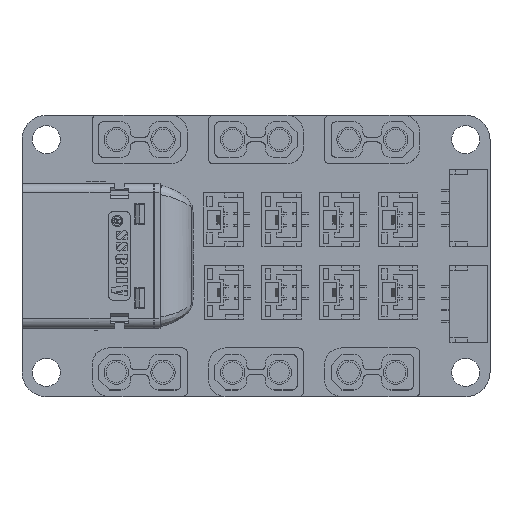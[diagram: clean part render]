
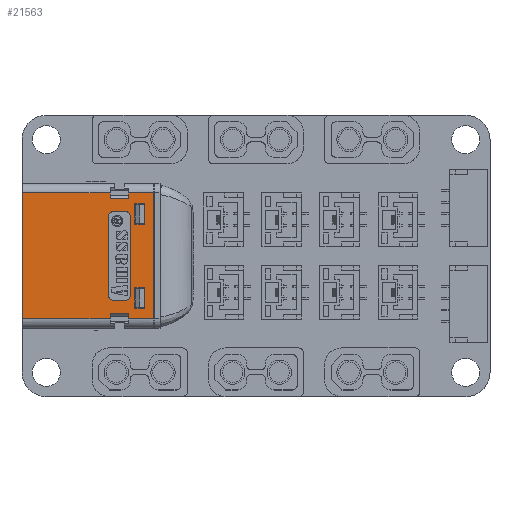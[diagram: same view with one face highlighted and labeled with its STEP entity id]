
A CAD part, top view. The second image highlights one B-rep face of the part: STEP entity #21563.
In plain terms, the highlighted face is planar.
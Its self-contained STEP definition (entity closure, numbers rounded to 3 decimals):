
#19493 = VERTEX_POINT('',#19494);
#19494 = CARTESIAN_POINT('',(5.6,4.05,34.128));
#19500 = EDGE_CURVE('',#19493,#19501,#19503,.T.);
#19501 = VERTEX_POINT('',#19502);
#19502 = CARTESIAN_POINT('',(3.4,4.05,34.128));
#19503 = LINE('',#19504,#19505);
#19504 = CARTESIAN_POINT('',(6.75,4.05,34.128));
#19505 = VECTOR('',#19506,1.);
#19506 = DIRECTION('',(-1.,0.,0.));
#19525 = VERTEX_POINT('',#19526);
#19526 = CARTESIAN_POINT('',(-3.4,4.05,34.128));
#19532 = EDGE_CURVE('',#19525,#19533,#19535,.T.);
#19533 = VERTEX_POINT('',#19534);
#19534 = CARTESIAN_POINT('',(-5.6,4.05,34.128));
#19535 = LINE('',#19536,#19537);
#19536 = CARTESIAN_POINT('',(6.75,4.05,34.128));
#19537 = VECTOR('',#19538,1.);
#19538 = DIRECTION('',(-1.,0.,0.));
#20520 = VERTEX_POINT('',#20521);
#20521 = CARTESIAN_POINT('',(-6.75,4.05,22.128));
#20528 = EDGE_CURVE('',#20520,#20529,#20531,.T.);
#20529 = VERTEX_POINT('',#20530);
#20530 = CARTESIAN_POINT('',(6.75,4.05,22.128));
#20531 = LINE('',#20532,#20533);
#20532 = CARTESIAN_POINT('',(0.,4.05,22.128));
#20533 = VECTOR('',#20534,1.);
#20534 = DIRECTION('',(1.,0.,0.));
#21537 = VERTEX_POINT('',#21538);
#21538 = CARTESIAN_POINT('',(-5.6,4.05,35.178));
#21553 = EDGE_CURVE('',#21537,#19533,#21554,.T.);
#21554 = LINE('',#21555,#21556);
#21555 = CARTESIAN_POINT('',(-5.6,4.05,35.178));
#21556 = VECTOR('',#21557,1.);
#21557 = DIRECTION('',(0.,0.,-1.));
#21563 = ADVANCED_FACE('',(#21564,#21634,#21652,#21677),#21766,.F.);
#21564 = FACE_BOUND('',#21565,.T.);
#21565 = EDGE_LOOP('',(#21566,#21576,#21585,#21593,#21602,#21610,#21619,
    #21627));
#21566 = ORIENTED_EDGE('',*,*,#21567,.F.);
#21567 = EDGE_CURVE('',#21568,#21570,#21572,.T.);
#21568 = VERTEX_POINT('',#21569);
#21569 = CARTESIAN_POINT('',(4.75,4.05,33.128));
#21570 = VERTEX_POINT('',#21571);
#21571 = CARTESIAN_POINT('',(4.75,4.05,31.828));
#21572 = LINE('',#21573,#21574);
#21573 = CARTESIAN_POINT('',(4.75,4.05,22.128));
#21574 = VECTOR('',#21575,1.);
#21575 = DIRECTION('',(0.,0.,-1.));
#21576 = ORIENTED_EDGE('',*,*,#21577,.F.);
#21577 = EDGE_CURVE('',#21578,#21568,#21580,.T.);
#21578 = VERTEX_POINT('',#21579);
#21579 = CARTESIAN_POINT('',(4.25,4.05,33.628));
#21580 = CIRCLE('',#21581,0.5);
#21581 = AXIS2_PLACEMENT_3D('',#21582,#21583,#21584);
#21582 = CARTESIAN_POINT('',(4.25,4.05,33.128));
#21583 = DIRECTION('',(0.,1.,0.));
#21584 = DIRECTION('',(0.,0.,1.));
#21585 = ORIENTED_EDGE('',*,*,#21586,.F.);
#21586 = EDGE_CURVE('',#21587,#21578,#21589,.T.);
#21587 = VERTEX_POINT('',#21588);
#21588 = CARTESIAN_POINT('',(-4.25,4.05,33.628));
#21589 = LINE('',#21590,#21591);
#21590 = CARTESIAN_POINT('',(7.75,4.05,33.628));
#21591 = VECTOR('',#21592,1.);
#21592 = DIRECTION('',(1.,0.,0.));
#21593 = ORIENTED_EDGE('',*,*,#21594,.F.);
#21594 = EDGE_CURVE('',#21595,#21587,#21597,.T.);
#21595 = VERTEX_POINT('',#21596);
#21596 = CARTESIAN_POINT('',(-4.75,4.05,33.128));
#21597 = CIRCLE('',#21598,0.5);
#21598 = AXIS2_PLACEMENT_3D('',#21599,#21600,#21601);
#21599 = CARTESIAN_POINT('',(-4.25,4.05,33.128));
#21600 = DIRECTION('',(0.,1.,0.));
#21601 = DIRECTION('',(0.,0.,1.));
#21602 = ORIENTED_EDGE('',*,*,#21603,.F.);
#21603 = EDGE_CURVE('',#21604,#21595,#21606,.T.);
#21604 = VERTEX_POINT('',#21605);
#21605 = CARTESIAN_POINT('',(-4.75,4.05,31.828));
#21606 = LINE('',#21607,#21608);
#21607 = CARTESIAN_POINT('',(-4.75,4.05,22.128));
#21608 = VECTOR('',#21609,1.);
#21609 = DIRECTION('',(0.,0.,1.));
#21610 = ORIENTED_EDGE('',*,*,#21611,.F.);
#21611 = EDGE_CURVE('',#21612,#21604,#21614,.T.);
#21612 = VERTEX_POINT('',#21613);
#21613 = CARTESIAN_POINT('',(-4.25,4.05,31.328));
#21614 = CIRCLE('',#21615,0.5);
#21615 = AXIS2_PLACEMENT_3D('',#21616,#21617,#21618);
#21616 = CARTESIAN_POINT('',(-4.25,4.05,31.828));
#21617 = DIRECTION('',(0.,1.,0.));
#21618 = DIRECTION('',(0.,0.,1.));
#21619 = ORIENTED_EDGE('',*,*,#21620,.F.);
#21620 = EDGE_CURVE('',#21621,#21612,#21623,.T.);
#21621 = VERTEX_POINT('',#21622);
#21622 = CARTESIAN_POINT('',(4.25,4.05,31.328));
#21623 = LINE('',#21624,#21625);
#21624 = CARTESIAN_POINT('',(7.75,4.05,31.328));
#21625 = VECTOR('',#21626,1.);
#21626 = DIRECTION('',(-1.,0.,0.));
#21627 = ORIENTED_EDGE('',*,*,#21628,.F.);
#21628 = EDGE_CURVE('',#21570,#21621,#21629,.T.);
#21629 = CIRCLE('',#21630,0.5);
#21630 = AXIS2_PLACEMENT_3D('',#21631,#21632,#21633);
#21631 = CARTESIAN_POINT('',(4.25,4.05,31.828));
#21632 = DIRECTION('',(0.,1.,0.));
#21633 = DIRECTION('',(0.,0.,1.));
#21634 = FACE_BOUND('',#21635,.T.);
#21635 = EDGE_LOOP('',(#21636,#21637,#21645,#21651));
#21636 = ORIENTED_EDGE('',*,*,#19532,.F.);
#21637 = ORIENTED_EDGE('',*,*,#21638,.F.);
#21638 = EDGE_CURVE('',#21639,#19525,#21641,.T.);
#21639 = VERTEX_POINT('',#21640);
#21640 = CARTESIAN_POINT('',(-3.4,4.05,35.178));
#21641 = LINE('',#21642,#21643);
#21642 = CARTESIAN_POINT('',(-3.4,4.05,22.128));
#21643 = VECTOR('',#21644,1.);
#21644 = DIRECTION('',(0.,0.,-1.));
#21645 = ORIENTED_EDGE('',*,*,#21646,.F.);
#21646 = EDGE_CURVE('',#21537,#21639,#21647,.T.);
#21647 = LINE('',#21648,#21649);
#21648 = CARTESIAN_POINT('',(7.75,4.05,35.178));
#21649 = VECTOR('',#21650,1.);
#21650 = DIRECTION('',(1.,0.,0.));
#21651 = ORIENTED_EDGE('',*,*,#21553,.T.);
#21652 = FACE_BOUND('',#21653,.T.);
#21653 = EDGE_LOOP('',(#21654,#21655,#21663,#21671));
#21654 = ORIENTED_EDGE('',*,*,#19500,.F.);
#21655 = ORIENTED_EDGE('',*,*,#21656,.F.);
#21656 = EDGE_CURVE('',#21657,#19493,#21659,.T.);
#21657 = VERTEX_POINT('',#21658);
#21658 = CARTESIAN_POINT('',(5.6,4.05,35.178));
#21659 = LINE('',#21660,#21661);
#21660 = CARTESIAN_POINT('',(5.6,4.05,22.128));
#21661 = VECTOR('',#21662,1.);
#21662 = DIRECTION('',(0.,0.,-1.));
#21663 = ORIENTED_EDGE('',*,*,#21664,.F.);
#21664 = EDGE_CURVE('',#21665,#21657,#21667,.T.);
#21665 = VERTEX_POINT('',#21666);
#21666 = CARTESIAN_POINT('',(3.4,4.05,35.178));
#21667 = LINE('',#21668,#21669);
#21668 = CARTESIAN_POINT('',(7.75,4.05,35.178));
#21669 = VECTOR('',#21670,1.);
#21670 = DIRECTION('',(1.,0.,0.));
#21671 = ORIENTED_EDGE('',*,*,#21672,.F.);
#21672 = EDGE_CURVE('',#19501,#21665,#21673,.T.);
#21673 = LINE('',#21674,#21675);
#21674 = CARTESIAN_POINT('',(3.4,4.05,22.128));
#21675 = VECTOR('',#21676,1.);
#21676 = DIRECTION('',(0.,0.,1.));
#21677 = FACE_BOUND('',#21678,.T.);
#21678 = EDGE_LOOP('',(#21679,#21689,#21695,#21696,#21704,#21712,#21720,
    #21728,#21736,#21744,#21752,#21760));
#21679 = ORIENTED_EDGE('',*,*,#21680,.F.);
#21680 = EDGE_CURVE('',#21681,#21683,#21685,.T.);
#21681 = VERTEX_POINT('',#21682);
#21682 = CARTESIAN_POINT('',(6.75,4.05,31.478));
#21683 = VERTEX_POINT('',#21684);
#21684 = CARTESIAN_POINT('',(6.15,4.05,31.478));
#21685 = LINE('',#21686,#21687);
#21686 = CARTESIAN_POINT('',(6.75,4.05,31.478));
#21687 = VECTOR('',#21688,1.);
#21688 = DIRECTION('',(-1.,0.,0.));
#21689 = ORIENTED_EDGE('',*,*,#21690,.F.);
#21690 = EDGE_CURVE('',#20529,#21681,#21691,.T.);
#21691 = LINE('',#21692,#21693);
#21692 = CARTESIAN_POINT('',(6.75,4.05,22.128));
#21693 = VECTOR('',#21694,1.);
#21694 = DIRECTION('',(0.,0.,1.));
#21695 = ORIENTED_EDGE('',*,*,#20528,.F.);
#21696 = ORIENTED_EDGE('',*,*,#21697,.F.);
#21697 = EDGE_CURVE('',#21698,#20520,#21700,.T.);
#21698 = VERTEX_POINT('',#21699);
#21699 = CARTESIAN_POINT('',(-6.75,4.05,31.478));
#21700 = LINE('',#21701,#21702);
#21701 = CARTESIAN_POINT('',(-6.75,4.05,22.128));
#21702 = VECTOR('',#21703,1.);
#21703 = DIRECTION('',(0.,0.,-1.));
#21704 = ORIENTED_EDGE('',*,*,#21705,.F.);
#21705 = EDGE_CURVE('',#21706,#21698,#21708,.T.);
#21706 = VERTEX_POINT('',#21707);
#21707 = CARTESIAN_POINT('',(-6.15,4.05,31.478));
#21708 = LINE('',#21709,#21710);
#21709 = CARTESIAN_POINT('',(-6.75,4.05,31.478));
#21710 = VECTOR('',#21711,1.);
#21711 = DIRECTION('',(-1.,0.,0.));
#21712 = ORIENTED_EDGE('',*,*,#21713,.F.);
#21713 = EDGE_CURVE('',#21714,#21706,#21716,.T.);
#21714 = VERTEX_POINT('',#21715);
#21715 = CARTESIAN_POINT('',(-6.15,4.05,33.478));
#21716 = LINE('',#21717,#21718);
#21717 = CARTESIAN_POINT('',(-6.15,4.05,22.128));
#21718 = VECTOR('',#21719,1.);
#21719 = DIRECTION('',(0.,0.,-1.));
#21720 = ORIENTED_EDGE('',*,*,#21721,.F.);
#21721 = EDGE_CURVE('',#21722,#21714,#21724,.T.);
#21722 = VERTEX_POINT('',#21723);
#21723 = CARTESIAN_POINT('',(-6.75,4.05,33.478));
#21724 = LINE('',#21725,#21726);
#21725 = CARTESIAN_POINT('',(-6.75,4.05,33.478));
#21726 = VECTOR('',#21727,1.);
#21727 = DIRECTION('',(1.,0.,0.));
#21728 = ORIENTED_EDGE('',*,*,#21729,.F.);
#21729 = EDGE_CURVE('',#21730,#21722,#21732,.T.);
#21730 = VERTEX_POINT('',#21731);
#21731 = CARTESIAN_POINT('',(-6.75,4.05,36.178));
#21732 = LINE('',#21733,#21734);
#21733 = CARTESIAN_POINT('',(-6.75,4.05,22.128));
#21734 = VECTOR('',#21735,1.);
#21735 = DIRECTION('',(0.,0.,-1.));
#21736 = ORIENTED_EDGE('',*,*,#21737,.F.);
#21737 = EDGE_CURVE('',#21738,#21730,#21740,.T.);
#21738 = VERTEX_POINT('',#21739);
#21739 = CARTESIAN_POINT('',(6.75,4.05,36.178));
#21740 = LINE('',#21741,#21742);
#21741 = CARTESIAN_POINT('',(7.75,4.05,36.178));
#21742 = VECTOR('',#21743,1.);
#21743 = DIRECTION('',(-1.,0.,0.));
#21744 = ORIENTED_EDGE('',*,*,#21745,.F.);
#21745 = EDGE_CURVE('',#21746,#21738,#21748,.T.);
#21746 = VERTEX_POINT('',#21747);
#21747 = CARTESIAN_POINT('',(6.75,4.05,33.478));
#21748 = LINE('',#21749,#21750);
#21749 = CARTESIAN_POINT('',(6.75,4.05,22.128));
#21750 = VECTOR('',#21751,1.);
#21751 = DIRECTION('',(0.,0.,1.));
#21752 = ORIENTED_EDGE('',*,*,#21753,.F.);
#21753 = EDGE_CURVE('',#21754,#21746,#21756,.T.);
#21754 = VERTEX_POINT('',#21755);
#21755 = CARTESIAN_POINT('',(6.15,4.05,33.478));
#21756 = LINE('',#21757,#21758);
#21757 = CARTESIAN_POINT('',(6.75,4.05,33.478));
#21758 = VECTOR('',#21759,1.);
#21759 = DIRECTION('',(1.,0.,0.));
#21760 = ORIENTED_EDGE('',*,*,#21761,.F.);
#21761 = EDGE_CURVE('',#21683,#21754,#21762,.T.);
#21762 = LINE('',#21763,#21764);
#21763 = CARTESIAN_POINT('',(6.15,4.05,22.128));
#21764 = VECTOR('',#21765,1.);
#21765 = DIRECTION('',(0.,0.,1.));
#21766 = PLANE('',#21767);
#21767 = AXIS2_PLACEMENT_3D('',#21768,#21769,#21770);
#21768 = CARTESIAN_POINT('',(7.75,4.05,22.128));
#21769 = DIRECTION('',(0.,-1.,0.));
#21770 = DIRECTION('',(0.,0.,1.));
